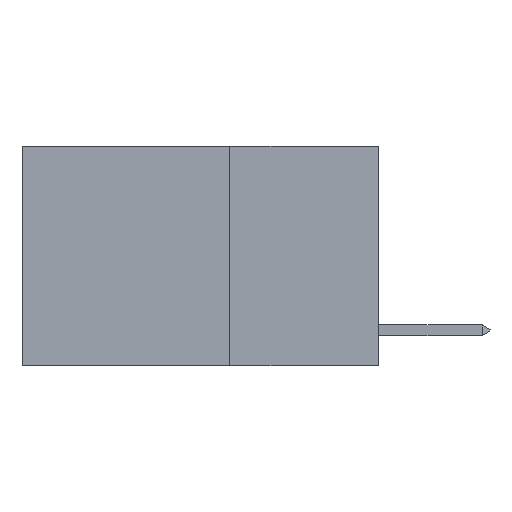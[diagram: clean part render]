
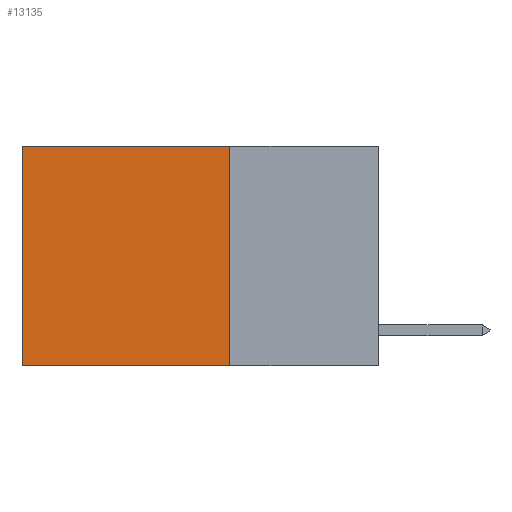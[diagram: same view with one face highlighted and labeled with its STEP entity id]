
A CAD part, left-side view. The second image highlights one B-rep face of the part: STEP entity #13135.
In plain terms, the highlighted planar face has unit normal (-1, 0, 0).
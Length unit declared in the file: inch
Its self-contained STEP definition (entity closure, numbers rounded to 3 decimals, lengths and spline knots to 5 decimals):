
#647 = ORIENTED_EDGE ( 'NONE', *, *, #7911, .F. ) ;
#718 = CARTESIAN_POINT ( 'NONE',  ( 0.2625, 0.25, -0.37 ) ) ;
#883 = ORIENTED_EDGE ( 'NONE', *, *, #4931, .T. ) ;
#1372 = VECTOR ( 'NONE', #7067, 39.37008 ) ;
#1560 = FACE_OUTER_BOUND ( 'NONE', #9562, .T. ) ;
#1658 = VERTEX_POINT ( 'NONE', #9153 ) ;
#1687 = ORIENTED_EDGE ( 'NONE', *, *, #9870, .T. ) ;
#1688 = CARTESIAN_POINT ( 'NONE',  ( 0.2625, 0.25, 0. ) ) ;
#2298 = CARTESIAN_POINT ( 'NONE',  ( 0.2625, 0.6, -0.37 ) ) ;
#2805 = VECTOR ( 'NONE', #7288, 39.37008 ) ;
#3437 = VECTOR ( 'NONE', #9056, 39.37008 ) ;
#3643 = VERTEX_POINT ( 'NONE', #718 ) ;
#3649 = CARTESIAN_POINT ( 'NONE',  ( 0.2625, 0.25, 0. ) ) ;
#3817 = CARTESIAN_POINT ( 'NONE',  ( 0.2625, 0.6, 0. ) ) ;
#4267 = LINE ( 'NONE', #12453, #3437 ) ;
#4828 = AXIS2_PLACEMENT_3D ( 'NONE', #3649, #5648, #12728 ) ;
#4931 = EDGE_CURVE ( 'NONE', #1658, #13116, #12215, .T. ) ;
#5137 = CARTESIAN_POINT ( 'NONE',  ( 0.2625, 0.25, 0. ) ) ;
#5648 = DIRECTION ( 'NONE',  ( 1., 0., 0. ) ) ;
#5965 = DIRECTION ( 'NONE',  ( 0., 1., 0. ) ) ;
#6351 = LINE ( 'NONE', #8109, #2805 ) ;
#7067 = DIRECTION ( 'NONE',  ( 0., 0., -1. ) ) ;
#7288 = DIRECTION ( 'NONE',  ( 0., 0., -1. ) ) ;
#7477 = PLANE ( 'NONE',  #4828 ) ;
#7620 = ORIENTED_EDGE ( 'NONE', *, *, #9198, .F. ) ;
#7911 = EDGE_CURVE ( 'NONE', #3643, #13116, #4267, .T. ) ;
#8109 = CARTESIAN_POINT ( 'NONE',  ( 0.2625, 0.25, 0. ) ) ;
#8243 = VERTEX_POINT ( 'NONE', #1688 ) ;
#9056 = DIRECTION ( 'NONE',  ( 0., 1., 0. ) ) ;
#9153 = CARTESIAN_POINT ( 'NONE',  ( 0.2625, 0.6, 0. ) ) ;
#9198 = EDGE_CURVE ( 'NONE', #8243, #3643, #6351, .T. ) ;
#9562 = EDGE_LOOP ( 'NONE', ( #883, #647, #7620, #1687 ) ) ;
#9623 = VECTOR ( 'NONE', #5965, 39.37008 ) ;
#9870 = EDGE_CURVE ( 'NONE', #8243, #1658, #10192, .T. ) ;
#10192 = LINE ( 'NONE', #5137, #9623 ) ;
#12215 = LINE ( 'NONE', #3817, #1372 ) ;
#12453 = CARTESIAN_POINT ( 'NONE',  ( 0.2625, 0.25, -0.37 ) ) ;
#12728 = DIRECTION ( 'NONE',  ( 0., 0., -1. ) ) ;
#13116 = VERTEX_POINT ( 'NONE', #2298 ) ;
#13135 = ADVANCED_FACE ( 'NONE', ( #1560 ), #7477, .F. ) ;
